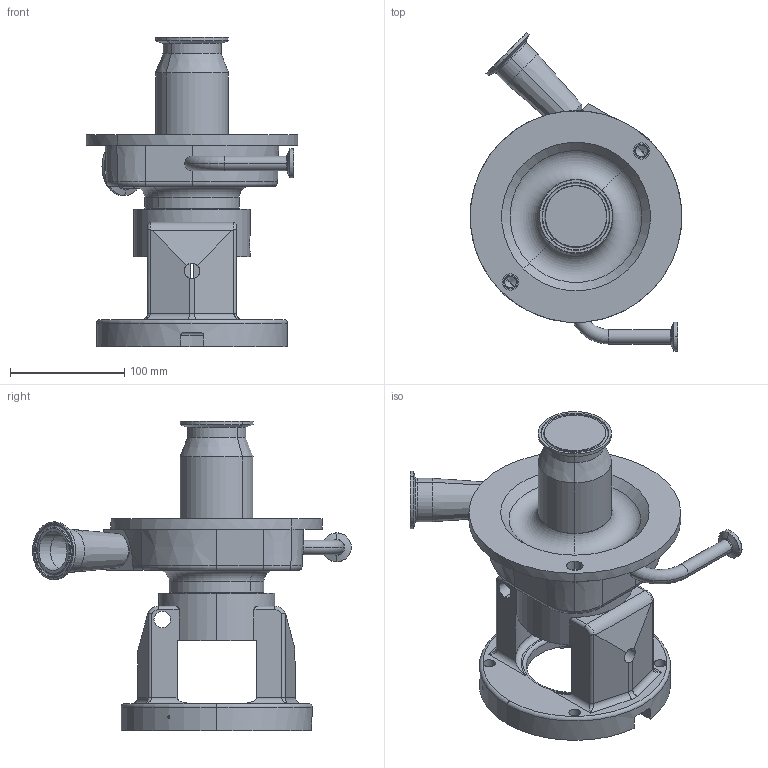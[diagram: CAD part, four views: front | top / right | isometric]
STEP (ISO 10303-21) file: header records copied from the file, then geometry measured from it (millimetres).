
FILE_DESCRIPTION (( 'STEP AP214' ), '1' );
FILE_NAME ('FPX 711-712 56-140TC 45L 1-2 In ELBOW RIGHT.STEP', '2022-12-16T20:19:39', ( '' ), ( '' ), 'SwSTEP 2.0', 'SolidWorks 2021', '' );
FILE_SCHEMA (( 'AUTOMOTIVE_DESIGN' ));
Length unit declared in the file: millimetre
Products named in the file (2): FPX 711-712 56-140TC 45L 1-2 In ELBOW RIGHT; FPX 710 140TC 45L 1-2 In ELBOW RIGHT^1275000074.STEP
Assembly tree (1 placements, depth 2):
  FPX 711-712 56-140TC 45L 1-2 In ELBOW RIGHT
    FPX 710 140TC 45L 1-2 In ELBOW RIGHT^1275000074.STEP
Bounding box: 184.8 x 278.35 x 270 mm (x, y, z)
Volume: 2028798.9 mm3; surface area: 270163 mm2
Topology: 1 solids, 2 shells, 361 faces, 886 edges, 530 vertices
Faces by surface type: cylinder 150, torus 79, plane 72, cone 52, bspline 8
Entity records: 15813 total; most frequent: CARTESIAN_POINT 7134, DIRECTION 1956, ORIENTED_EDGE 1748, EDGE_CURVE 874, AXIS2_PLACEMENT_3D 814, VERTEX_POINT 530, CIRCLE 457, EDGE_LOOP 398
